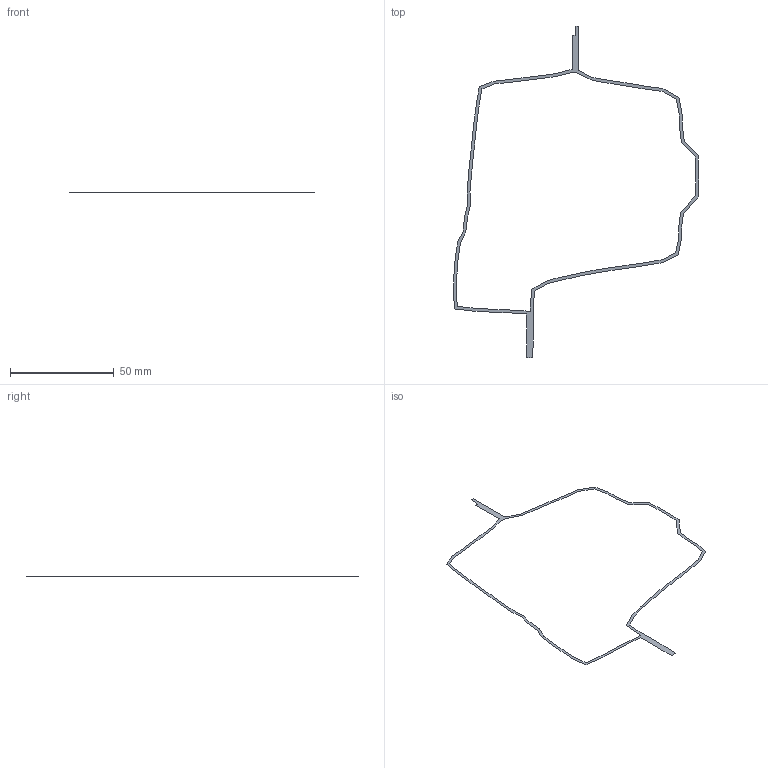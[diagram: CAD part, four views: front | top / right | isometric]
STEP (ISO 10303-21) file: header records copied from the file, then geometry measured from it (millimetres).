
FILE_DESCRIPTION(('CATIA V5 STEP Exchange'),'2;1');
FILE_NAME('Rocker_Section2.stp','2017-07-27T11:05:35+00:00',('none'),('none'),'CATIA Version 5-6 Release 2014','CATIA V5 STEP AP203','none');
FILE_SCHEMA(('CONFIG_CONTROL_DESIGN'));
Length unit declared in the file: millimetre
Products named in the file (1): auto2
Bounding box: 118.71 x 160.37 x 0 mm (x, y, z)
Surface area: 702.7 mm2 (no closed solid volume)
Topology: 0 solids, 1 shells, 1 faces, 121 edges, 121 vertices
Faces by surface type: plane 1
Entity records: 918 total; most frequent: CARTESIAN_POINT 353, ORIENTED_EDGE 121, EDGE_CURVE 121, VERTEX_POINT 121, B_SPLINE_CURVE_WITH_KNOTS 109, DIRECTION 14, VECTOR 12, LINE 12
